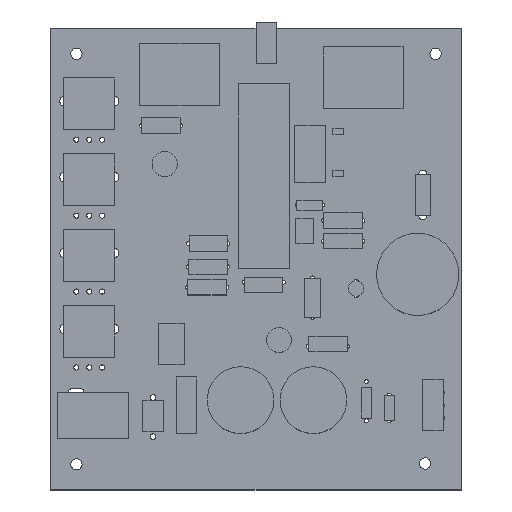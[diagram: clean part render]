
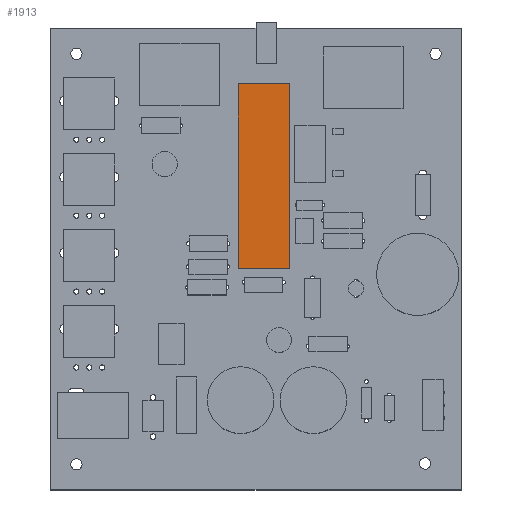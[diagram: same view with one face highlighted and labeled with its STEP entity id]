
A CAD part, top view. The second image highlights one B-rep face of the part: STEP entity #1913.
In plain terms, the highlighted planar face has unit normal (0, 0, 1).
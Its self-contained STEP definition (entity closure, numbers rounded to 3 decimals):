
#1784 = VERTEX_POINT('',#1785);
#1785 = CARTESIAN_POINT('',(0.,0.,4.));
#1800 = VERTEX_POINT('',#1801);
#1801 = CARTESIAN_POINT('',(0.,36.,4.));
#1807 = EDGE_CURVE('',#1784,#1800,#1808,.T.);
#1808 = LINE('',#1809,#1810);
#1809 = CARTESIAN_POINT('',(0.,0.,4.));
#1810 = VECTOR('',#1811,1.);
#1811 = DIRECTION('',(-0.,1.,0.));
#1824 = VERTEX_POINT('',#1825);
#1825 = CARTESIAN_POINT('',(10.,0.,4.));
#1840 = VERTEX_POINT('',#1841);
#1841 = CARTESIAN_POINT('',(10.,36.,4.));
#1847 = EDGE_CURVE('',#1824,#1840,#1848,.T.);
#1848 = LINE('',#1849,#1850);
#1849 = CARTESIAN_POINT('',(10.,0.,4.));
#1850 = VECTOR('',#1851,1.);
#1851 = DIRECTION('',(-0.,1.,0.));
#1868 = EDGE_CURVE('',#1784,#1824,#1869,.T.);
#1869 = LINE('',#1870,#1871);
#1870 = CARTESIAN_POINT('',(0.,0.,4.));
#1871 = VECTOR('',#1872,1.);
#1872 = DIRECTION('',(1.,0.,-0.));
#1890 = EDGE_CURVE('',#1800,#1840,#1891,.T.);
#1891 = LINE('',#1892,#1893);
#1892 = CARTESIAN_POINT('',(0.,36.,4.));
#1893 = VECTOR('',#1894,1.);
#1894 = DIRECTION('',(1.,0.,-0.));
#1913 = ADVANCED_FACE('',(#1914),#1920,.T.);
#1914 = FACE_BOUND('',#1915,.T.);
#1915 = EDGE_LOOP('',(#1916,#1917,#1918,#1919));
#1916 = ORIENTED_EDGE('',*,*,#1807,.F.);
#1917 = ORIENTED_EDGE('',*,*,#1868,.T.);
#1918 = ORIENTED_EDGE('',*,*,#1847,.T.);
#1919 = ORIENTED_EDGE('',*,*,#1890,.F.);
#1920 = PLANE('',#1921);
#1921 = AXIS2_PLACEMENT_3D('',#1922,#1923,#1924);
#1922 = CARTESIAN_POINT('',(0.,0.,4.));
#1923 = DIRECTION('',(0.,0.,1.));
#1924 = DIRECTION('',(1.,0.,-0.));
